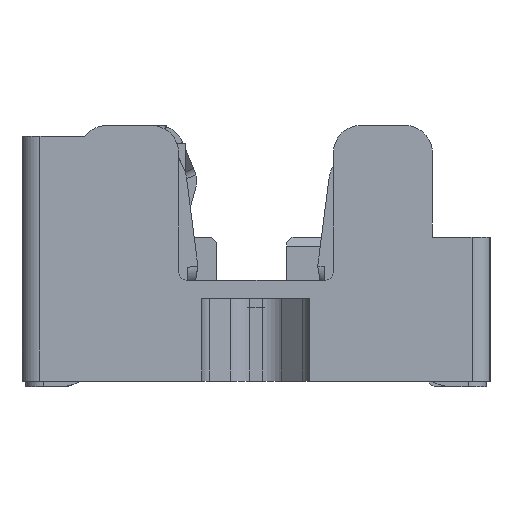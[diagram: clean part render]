
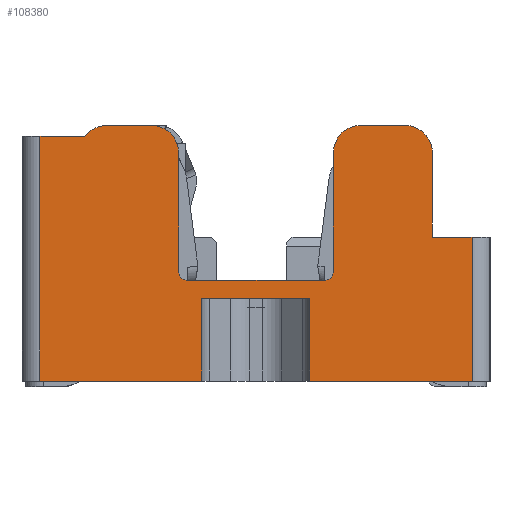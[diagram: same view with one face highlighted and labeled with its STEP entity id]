
A CAD part, left-side view. The second image highlights one B-rep face of the part: STEP entity #108380.
In plain terms, the highlighted planar face has unit normal (-1, 0, 0).
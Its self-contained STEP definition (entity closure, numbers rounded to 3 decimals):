
#45160=CARTESIAN_POINT('',(-0.1,0.31,0.62));
#45170=VERTEX_POINT('',#45160);
#45430=CARTESIAN_POINT('',(-0.1,0.09,0.62));
#45440=VERTEX_POINT('',#45430);
#45470=CARTESIAN_POINT('',(-0.1,1.08,0.62));
#45480=DIRECTION('',(0.,1.,0.));
#45490=VECTOR('',#45480,1.);
#45500=LINE('',#45470,#45490);
#45510=EDGE_CURVE('',#45440,#45170,#45500,.T.);
#67860=CARTESIAN_POINT('',(-0.1,1.87,1.24));
#67870=VERTEX_POINT('',#67860);
#67900=CARTESIAN_POINT('',(-0.1,1.809,1.24));
#67910=DIRECTION('',(0.,-1.,0.));
#67920=VECTOR('',#67910,1.);
#67930=LINE('',#67900,#67920);
#67940=CARTESIAN_POINT('',(-0.1,2.12,1.24));
#67950=VERTEX_POINT('',#67940);
#67960=EDGE_CURVE('',#67950,#67870,#67930,.T.);
#70770=CARTESIAN_POINT('',(-0.1,0.86,0.08));
#70780=DIRECTION('',(0.,0.,1.));
#70790=VECTOR('',#70780,1.);
#70800=LINE('',#70770,#70790);
#70810=CARTESIAN_POINT('',(-0.1,0.86,0.43));
#70820=VERTEX_POINT('',#70810);
#70830=CARTESIAN_POINT('',(-0.1,0.86,1.09));
#70840=VERTEX_POINT('',#70830);
#70850=EDGE_CURVE('',#70820,#70840,#70800,.T.);
#97790=CARTESIAN_POINT('',(-0.1,2.24,1.18));
#97800=VERTEX_POINT('',#97790);
#97850=CARTESIAN_POINT('',(-0.1,2.32,1.18));
#97860=DIRECTION('',(0.,1.,0.));
#97870=VECTOR('',#97860,1.);
#97880=LINE('',#97850,#97870);
#97890=CARTESIAN_POINT('',(-0.1,2.49,1.18));
#97900=VERTEX_POINT('',#97890);
#97910=EDGE_CURVE('',#97800,#97900,#97880,.T.);
#106930=CARTESIAN_POINT('',(-0.1,2.18,0.5));
#106940=DIRECTION('',(-1.,0.,0.));
#106950=DIRECTION('',(0.,-1.,0.));
#106960=AXIS2_PLACEMENT_3D('',#106930,#106940,#106950);
#106970=PLANE('',#106960);
#106980=CARTESIAN_POINT('',(-0.1,1.59,0.116));
#106990=DIRECTION('',(0.,0.,1.));
#107000=VECTOR('',#106990,1.);
#107010=LINE('',#106980,#107000);
#107020=CARTESIAN_POINT('',(-0.1,1.59,-0.18));
#107030=VERTEX_POINT('',#107020);
#107040=CARTESIAN_POINT('',(-0.1,1.59,0.28));
#107050=VERTEX_POINT('',#107040);
#107060=EDGE_CURVE('',#107030,#107050,#107010,.T.);
#107070=ORIENTED_EDGE('',*,*,#107060,.T.);
#107080=CARTESIAN_POINT('',(-0.1,1.08,-0.18));
#107090=DIRECTION('',(0.,-1.,0.));
#107100=VECTOR('',#107090,1.);
#107110=LINE('',#107080,#107100);
#107120=CARTESIAN_POINT('',(-0.1,2.49,-0.18));
#107130=VERTEX_POINT('',#107120);
#107140=EDGE_CURVE('',#107130,#107030,#107110,.T.);
#107150=ORIENTED_EDGE('',*,*,#107140,.T.);
#107160=CARTESIAN_POINT('',(-0.1,2.49,0.116));
#107170=DIRECTION('',(0.,0.,1.));
#107180=VECTOR('',#107170,1.);
#107190=LINE('',#107160,#107180);
#107200=EDGE_CURVE('',#107130,#97900,#107190,.T.);
#107210=ORIENTED_EDGE('',*,*,#107200,.F.);
#107220=ORIENTED_EDGE('',*,*,#97910,.T.);
#107230=CARTESIAN_POINT('',(-0.1,2.12,1.09));
#107240=DIRECTION('',(1.,0.,0.));
#107250=DIRECTION('',(0.,1.,0.));
#107260=AXIS2_PLACEMENT_3D('',#107230,#107240,#107250);
#107270=CIRCLE('',#107260,0.15);
#107280=EDGE_CURVE('',#97800,#67950,#107270,.T.);
#107290=ORIENTED_EDGE('',*,*,#107280,.F.);
#107300=ORIENTED_EDGE('',*,*,#67960,.F.);
#107310=CARTESIAN_POINT('',(-0.1,1.87,1.09));
#107320=DIRECTION('',(1.,0.,0.));
#107330=DIRECTION('',(0.,1.,0.));
#107340=AXIS2_PLACEMENT_3D('',#107310,#107320,#107330);
#107350=CIRCLE('',#107340,0.15);
#107360=CARTESIAN_POINT('',(-0.1,1.72,1.09));
#107370=VERTEX_POINT('',#107360);
#107380=EDGE_CURVE('',#67870,#107370,#107350,.T.);
#107390=ORIENTED_EDGE('',*,*,#107380,.F.);
#107400=CARTESIAN_POINT('',(-0.1,1.72,0.08))
;
#107410=DIRECTION('',(0.,0.,-1.));
#107420=VECTOR('',#107410,1.);
#107430=LINE('',#107400,#107420);
#107440=CARTESIAN_POINT('',(-0.1,1.72,0.43));
#107450=VERTEX_POINT('',#107440);
#107460=EDGE_CURVE('',#107370,#107450,#107430,.T.);
#107470=ORIENTED_EDGE('',*,*,#107460,.F.);
#107480=CARTESIAN_POINT('',(-0.1,1.67,0.43));
#107490=DIRECTION('',(-1.,0.,0.));
#107500=DIRECTION('',(0.,-1.,0.));
#107510=AXIS2_PLACEMENT_3D('',#107480,#107490,#107500);
#107520=CIRCLE('',#107510,0.05);
#107530=CARTESIAN_POINT('',(-0.1,1.67,0.38));
#107540=VERTEX_POINT('',#107530);
#107550=EDGE_CURVE('',#107450,#107540,#107520,.T.);
#107560=ORIENTED_EDGE('',*,*,#107550,.F.);
#107570=CARTESIAN_POINT('',(-0.1,1.67,0.38));
#107580=DIRECTION('',(0.,-1.,0.));
#107590=VECTOR('',#107580,1.);
#107600=LINE('',#107570,#107590);
#107610=CARTESIAN_POINT('',(-0.1,0.91,0.38));
#107620=VERTEX_POINT('',#107610);
#107630=EDGE_CURVE('',#107540,#107620,#107600,.T.);
#107640=ORIENTED_EDGE('',*,*,#107630,.F.);
#107650=CARTESIAN_POINT('',(-0.1,0.91,0.43));
#107660=DIRECTION('',(1.,0.,0.));
#107670=DIRECTION('',(0.,1.,0.));
#107680=AXIS2_PLACEMENT_3D('',#107650,#107660,#107670);
#107690=CIRCLE('',#107680,0.05);
#107700=EDGE_CURVE('',#70820,#107620,#107690,.T.);
#107710=ORIENTED_EDGE('',*,*,#107700,.T.);
#107720=ORIENTED_EDGE('',*,*,#70850,.F.);
#107730=CARTESIAN_POINT('',(-0.1,0.71,1.09));
#107740=DIRECTION('',(1.,0.,0.));
#107750=DIRECTION('',(0.,1.,0.));
#107760=AXIS2_PLACEMENT_3D('',#107730,#107740,#107750);
#107770=CIRCLE('',#107760,0.15);
#107780=CARTESIAN_POINT('',(-0.1,0.71,1.24));
#107790=VERTEX_POINT('',#107780);
#107800=EDGE_CURVE('',#70840,#107790,#107770,.T.);
#107810=ORIENTED_EDGE('',*,*,#107800,.F.);
#107820=CARTESIAN_POINT('',(-0.1,1.43,1.24));
#107830=DIRECTION('',(0.,-1.,0.));
#107840=VECTOR('',#107830,1.);
#107850=LINE('',#107820,#107840);
#107860=CARTESIAN_POINT('',(-0.1,0.46,1.24));
#107870=VERTEX_POINT('',#107860);
#107880=EDGE_CURVE('',#107790,#107870,#107850,.T.);
#107890=ORIENTED_EDGE('',*,*,#107880,.F.);
#107900=CARTESIAN_POINT('',(-0.1,0.46,1.09));
#107910=DIRECTION('',(-1.,0.,0.));
#107920=DIRECTION('',(0.,-1.,0.));
#107930=AXIS2_PLACEMENT_3D('',#107900,#107910,#107920);
#107940=CIRCLE('',#107930,0.15);
#107950=CARTESIAN_POINT('',(-0.1,0.31,1.09));
#107960=VERTEX_POINT('',#107950);
#107970=EDGE_CURVE('',#107960,#107870,#107940,.T.);
#107980=ORIENTED_EDGE('',*,*,#107970,.T.);
#107990=CARTESIAN_POINT('',(-0.1,0.31,0.116
));
#108000=DIRECTION('',(0.,-0.,-1.));
#108010=VECTOR('',#108000,1.);
#108020=LINE('',#107990,#108010);
#108030=EDGE_CURVE('',#107960,#45170,#108020,.T.);
#108040=ORIENTED_EDGE('',*,*,#108030,.F.);
#108050=ORIENTED_EDGE('',*,*,#45510,.T.);
#108060=CARTESIAN_POINT('',(-0.1,0.09,
0.116));
#108070=DIRECTION('',(0.,0.,-1.));
#108080=VECTOR('',#108070,1.);
#108090=LINE('',#108060,#108080);
#108100=CARTESIAN_POINT('',(-0.1,0.09,-0.18)
);
#108110=VERTEX_POINT('',#108100);
#108120=EDGE_CURVE('',#45440,#108110,#108090,.T.);
#108130=ORIENTED_EDGE('',*,*,#108120,.F.);
#108140=CARTESIAN_POINT('',(-0.1,0.29,-0.18));
#108150=DIRECTION('',(0.,-1.,0.));
#108160=VECTOR('',#108150,1.);
#108170=LINE('',#108140,#108160);
#108180=CARTESIAN_POINT('',(-0.1,0.99,-0.18));
#108190=VERTEX_POINT('',#108180);
#108200=EDGE_CURVE('',#108190,#108110,#108170,.T.);
#108210=ORIENTED_EDGE('',*,*,#108200,.T.);
#108220=CARTESIAN_POINT('',(-0.1,0.99,0.24));
#108230=DIRECTION('',(0.,0.,1.));
#108240=VECTOR('',#108230,1.);
#108250=LINE('',#108220,#108240);
#108260=CARTESIAN_POINT('',(-0.1,0.99,0.28));
#108270=VERTEX_POINT('',#108260);
#108280=EDGE_CURVE('',#108190,#108270,#108250,.T.);
#108290=ORIENTED_EDGE('',*,*,#108280,.F.);
#108300=CARTESIAN_POINT('',(-0.1,1.67,0.28));
#108310=DIRECTION('',(0.,-1.,0.));
#108320=VECTOR('',#108310,1.);
#108330=LINE('',#108300,#108320);
#108340=EDGE_CURVE('',#107050,#108270,#108330,.T.);
#108350=ORIENTED_EDGE('',*,*,#108340,.T.);
#108360=EDGE_LOOP('',(#108350,#108290,#108210,#108130,#108050,#108040,
#107980,#107890,#107810,#107720,#107710,#107640,#107560,#107470,#107390,
#107300,#107290,#107220,#107210,#107150,#107070));
#108370=FACE_OUTER_BOUND('',#108360,.T.);
#108380=ADVANCED_FACE('',(#108370),#106970,.T.);
